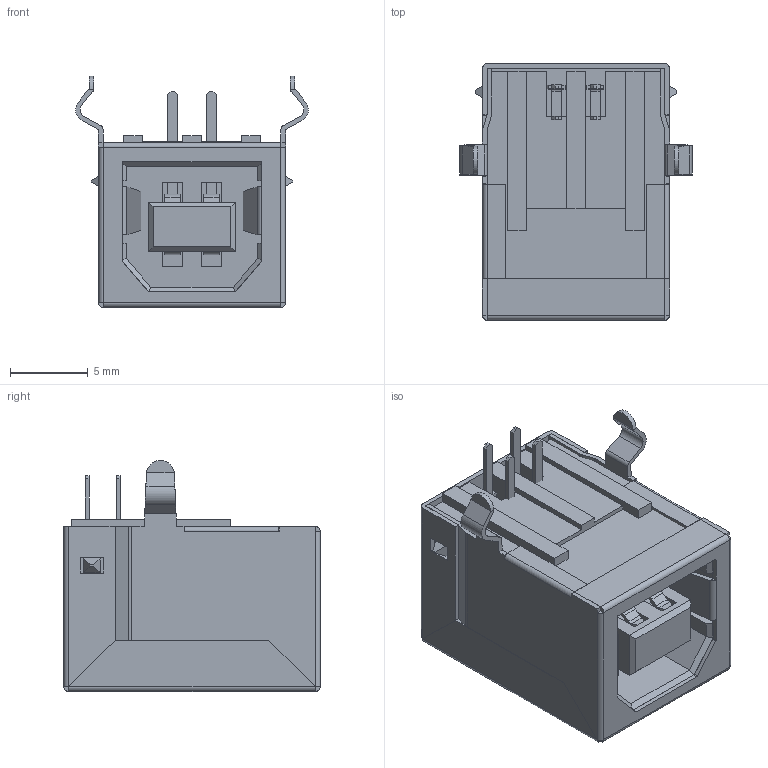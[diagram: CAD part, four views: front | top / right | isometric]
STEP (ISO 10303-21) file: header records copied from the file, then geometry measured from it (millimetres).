
FILE_DESCRIPTION(/* description */ ('Unknown'),/* implementation_level */ '2;1');
FILE_NAME(/* name */ '61400416121',/* time_stamp */ '2016-03-17T16:59:17+01:00',/* author */ ('Unknown'),/* organization */ ('Unknown'),/* preprocessor_version */ 'ST-DEVELOPER v16',/* originating_system */ 'DEX',/* authorisation */ $);
FILE_SCHEMA (('AUTOMOTIVE_DESIGN {1 0 10303 214 3 1 1}'));
Length unit declared in the file: millimetre
Products named in the file (5): 61400416121; Insulator; shielding; Pin_2; Pin
Assembly tree (6 placements, depth 2):
  61400416121
    Insulator
    shielding
    Pin_2  x2
    Pin  x2
Bounding box: 14.97 x 16.5 x 14.86 mm (x, y, z)
Volume: 1332.5 mm3; surface area: 3634.6 mm2
Topology: 6 solids, 6 shells, 559 faces, 1488 edges, 950 vertices
Faces by surface type: plane 459, cylinder 100
Entity records: 14811 total; most frequent: CARTESIAN_POINT 2492, ORIENTED_EDGE 2432, DIRECTION 2300, EDGE_CURVE 1216, LINE 1048, VECTOR 1048, VERTEX_POINT 774, AXIS2_PLACEMENT_3D 626
